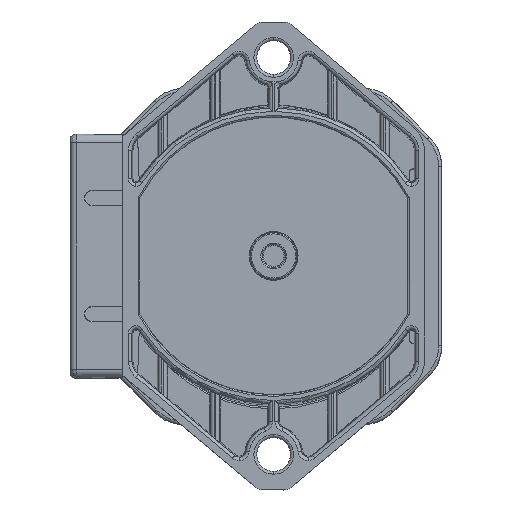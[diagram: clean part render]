
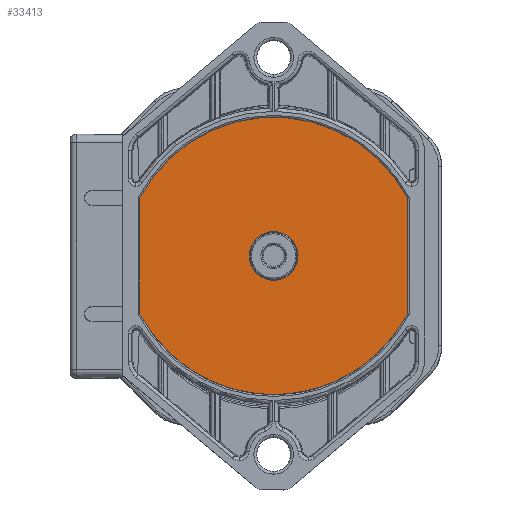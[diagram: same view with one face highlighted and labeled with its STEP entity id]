
A CAD part, top view. The second image highlights one B-rep face of the part: STEP entity #33413.
In plain terms, the highlighted planar face has unit normal (0, 0, -1).
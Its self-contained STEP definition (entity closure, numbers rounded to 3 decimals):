
#26667=DIRECTION('',(0.,-1.,0.));
#26668=VECTOR('',#26667,20.);
#26669=CARTESIAN_POINT('',(-23.,10.,44.7));
#26670=LINE('',#26669,#26668);
#26671=CARTESIAN_POINT('',(0.,2.124,44.7));
#26672=DIRECTION('',(0.,0.,1.));
#26673=DIRECTION('',(-0.885,-0.466,0.));
#26674=AXIS2_PLACEMENT_3D('',#26671,#26672,#26673);
#26676=DIRECTION('',(0.,1.,0.));
#26677=VECTOR('',#26676,20.);
#26678=CARTESIAN_POINT('',(23.,-10.,44.7));
#26679=LINE('',#26678,#26677);
#26680=CARTESIAN_POINT('',(0.,-2.124,44.7));
#26681=DIRECTION('',(0.,0.,1.));
#26682=DIRECTION('',(0.885,0.466,0.));
#26683=AXIS2_PLACEMENT_3D('',#26680,#26681,#26682);
#26685=CARTESIAN_POINT('',(0.,0.,44.7));
#26686=DIRECTION('',(0.,0.,-1.));
#26687=DIRECTION('',(0.,-1.,0.));
#26688=AXIS2_PLACEMENT_3D('',#26685,#26686,#26687);
#26690=CARTESIAN_POINT('',(0.,0.,44.7));
#26691=DIRECTION('',(0.,0.,-1.));
#26692=DIRECTION('',(0.,1.,0.));
#26693=AXIS2_PLACEMENT_3D('',#26690,#26691,#26692);
#28144=CARTESIAN_POINT('',(23.,10.,44.7));
#28145=VERTEX_POINT('',#28144);
#28146=CARTESIAN_POINT('',(23.,-10.,44.7));
#28147=VERTEX_POINT('',#28146);
#28462=CARTESIAN_POINT('',(0.,-4.2,44.7));
#28463=VERTEX_POINT('',#28462);
#28464=CARTESIAN_POINT('',(0.,4.2,44.7));
#28465=VERTEX_POINT('',#28464);
#28810=CARTESIAN_POINT('',(-23.,10.,44.7));
#28811=VERTEX_POINT('',#28810);
#28812=CARTESIAN_POINT('',(-23.,-10.,44.7));
#28813=VERTEX_POINT('',#28812);
#33393=CARTESIAN_POINT('',(0.,0.,44.7));
#33394=DIRECTION('',(0.,0.,1.));
#33395=DIRECTION('',(0.,-1.,0.));
#33396=AXIS2_PLACEMENT_3D('',#33393,#33394,#33395);
#33397=PLANE('',#33396);
#33399=ORIENTED_EDGE('',*,*,#33398,.T.);
#33400=ORIENTED_EDGE('',*,*,#33385,.T.);
#33402=ORIENTED_EDGE('',*,*,#33401,.T.);
#33404=ORIENTED_EDGE('',*,*,#33403,.T.);
#33405=EDGE_LOOP('',(#33399,#33400,#33402,#33404));
#33406=FACE_OUTER_BOUND('',#33405,.F.);
#33408=ORIENTED_EDGE('',*,*,#33407,.T.);
#33410=ORIENTED_EDGE('',*,*,#33409,.T.);
#33411=EDGE_LOOP('',(#33408,#33410));
#33412=FACE_BOUND('',#33411,.F.);
#33413=ADVANCED_FACE('',(#33406,#33412),#33397,.F.);
#26675=CIRCLE('',#26674,26.);
#26684=CIRCLE('',#26683,26.);
#26689=CIRCLE('',#26688,4.2);
#26694=CIRCLE('',#26693,4.2);
#33385=EDGE_CURVE('',#28813,#28147,#26675,.T.);
#33398=EDGE_CURVE('',#28811,#28813,#26670,.T.);
#33401=EDGE_CURVE('',#28147,#28145,#26679,.T.);
#33403=EDGE_CURVE('',#28145,#28811,#26684,.T.);
#33407=EDGE_CURVE('',#28463,#28465,#26689,.T.);
#33409=EDGE_CURVE('',#28465,#28463,#26694,.T.);
